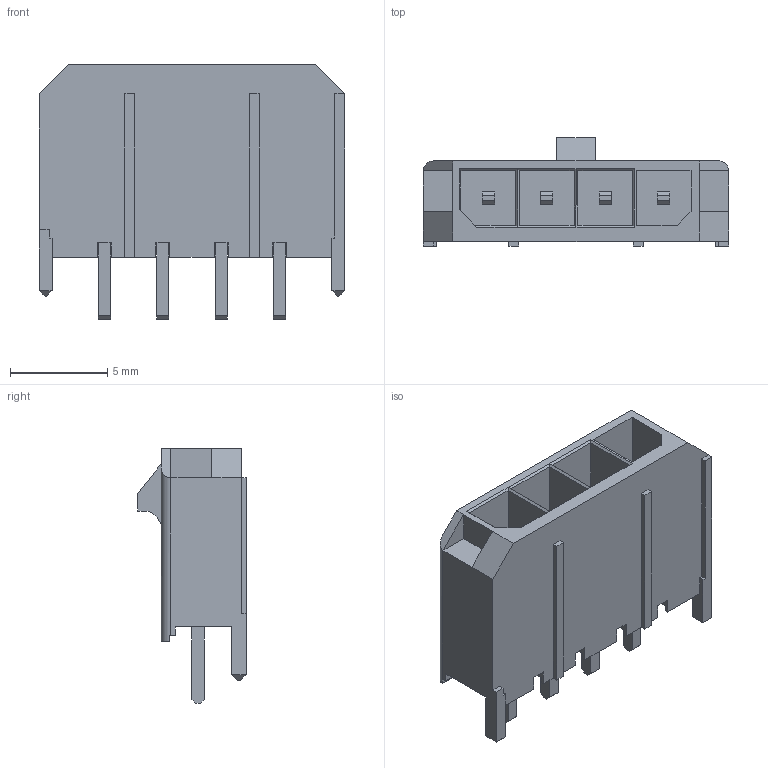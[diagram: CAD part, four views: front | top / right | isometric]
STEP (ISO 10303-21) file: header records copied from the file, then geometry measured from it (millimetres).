
FILE_DESCRIPTION (( 'STEP AP214' ), '1' );
FILE_NAME ('CONN-TH_436500415.step', '2022-08-03T17:14:37', ( '' ), ( '' ), 'SwSTEP 2.0', 'SolidWorks 2020', '' );
FILE_SCHEMA (( 'AUTOMOTIVE_DESIGN' ));
Length unit declared in the file: millimetre
Products named in the file (1): CONN-TH_436500415
Bounding box: 15.65 x 5.57 x 13.08 mm (x, y, z)
Volume: 358.8 mm3; surface area: 987.6 mm2
Topology: 14 solids, 14 shells, 492 faces, 1300 edges, 854 vertices
Faces by surface type: plane 375, bspline 114, cylinder 3
Entity records: 20724 total; most frequent: CARTESIAN_POINT 5015, ORIENTED_EDGE 2600, DIRECTION 1830, EDGE_CURVE 1300, VECTOR 1060, LINE 1060, VERTEX_POINT 854, EDGE_LOOP 522
